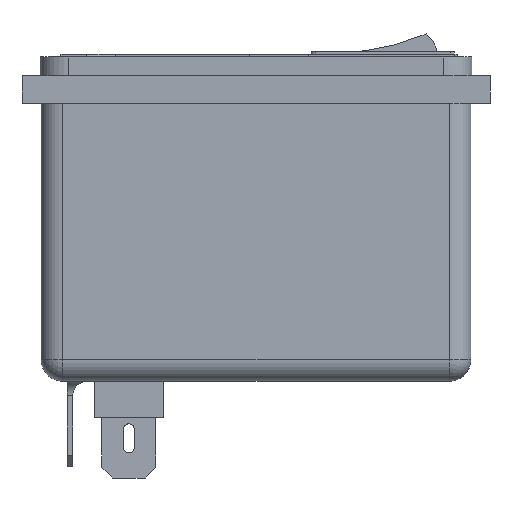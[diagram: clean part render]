
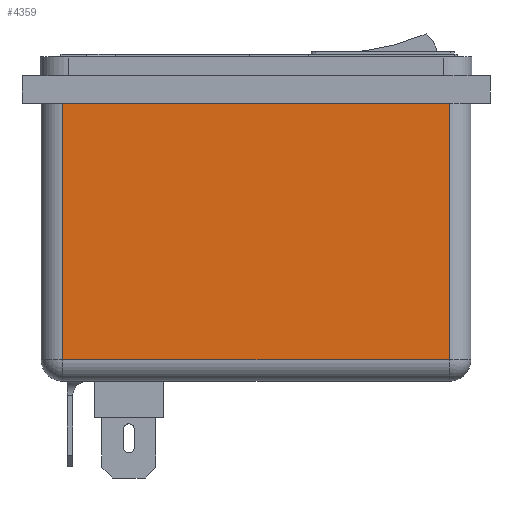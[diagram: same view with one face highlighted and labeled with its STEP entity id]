
A CAD part, left-side view. The second image highlights one B-rep face of the part: STEP entity #4359.
In plain terms, the highlighted planar face has unit normal (-1, 0, 0).
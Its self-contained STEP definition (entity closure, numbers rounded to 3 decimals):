
#169 = CARTESIAN_POINT ( 'NONE',  ( -14.25, -26.75, 38.5 ) ) ;
#402 = CARTESIAN_POINT ( 'NONE',  ( -14.25, 26.75, 0. ) ) ;
#996 = LINE ( 'NONE', #3398, #9132 ) ;
#1064 = CARTESIAN_POINT ( 'NONE',  ( -14.25, 29.75, 3. ) ) ;
#1138 = EDGE_CURVE ( 'NONE', #6813, #7574, #5493, .T. ) ;
#1318 = ORIENTED_EDGE ( 'NONE', *, *, #6097, .T. ) ;
#1740 = LINE ( 'NONE', #402, #4577 ) ;
#2068 = EDGE_CURVE ( 'NONE', #12204, #8740, #6133, .T. ) ;
#2303 = ORIENTED_EDGE ( 'NONE', *, *, #9666, .T. ) ;
#3174 = DIRECTION ( 'NONE',  ( 0., -1., 0. ) ) ;
#3398 = CARTESIAN_POINT ( 'NONE',  ( -14.25, -26.75, 0. ) ) ;
#4359 = ADVANCED_FACE ( 'NONE', ( #6403 ), #11229, .F. ) ;
#4471 = CARTESIAN_POINT ( 'NONE',  ( -14.25, 29.75, 38.5 ) ) ;
#4577 = VECTOR ( 'NONE', #11020, 1000. ) ;
#4825 = CARTESIAN_POINT ( 'NONE',  ( -14.25, -26.75, 3. ) ) ;
#4924 = CARTESIAN_POINT ( 'NONE',  ( -14.25, 29.75, 0. ) ) ;
#5493 = LINE ( 'NONE', #4471, #13523 ) ;
#5773 = CARTESIAN_POINT ( 'NONE',  ( -14.25, 26.75, 38.5 ) ) ;
#6025 = DIRECTION ( 'NONE',  ( 1., 0., 0. ) ) ;
#6097 = EDGE_CURVE ( 'NONE', #7574, #12204, #1740, .T. ) ;
#6133 = LINE ( 'NONE', #1064, #11036 ) ;
#6203 = AXIS2_PLACEMENT_3D ( 'NONE', #4924, #6025, #13339 ) ;
#6403 = FACE_OUTER_BOUND ( 'NONE', #11620, .T. ) ;
#6633 = DIRECTION ( 'NONE',  ( 0., 0., 1. ) ) ;
#6813 = VERTEX_POINT ( 'NONE', #169 ) ;
#7574 = VERTEX_POINT ( 'NONE', #5773 ) ;
#8740 = VERTEX_POINT ( 'NONE', #4825 ) ;
#9132 = VECTOR ( 'NONE', #6633, 1000. ) ;
#9666 = EDGE_CURVE ( 'NONE', #8740, #6813, #996, .T. ) ;
#10785 = DIRECTION ( 'NONE',  ( 0., 1., 0. ) ) ;
#11020 = DIRECTION ( 'NONE',  ( 0., 0., -1. ) ) ;
#11036 = VECTOR ( 'NONE', #3174, 1000. ) ;
#11079 = ORIENTED_EDGE ( 'NONE', *, *, #1138, .T. ) ;
#11229 = PLANE ( 'NONE',  #6203 ) ;
#11620 = EDGE_LOOP ( 'NONE', ( #12417, #2303, #11079, #1318 ) ) ;
#12204 = VERTEX_POINT ( 'NONE', #13020 ) ;
#12417 = ORIENTED_EDGE ( 'NONE', *, *, #2068, .T. ) ;
#13020 = CARTESIAN_POINT ( 'NONE',  ( -14.25, 26.75, 3. ) ) ;
#13339 = DIRECTION ( 'NONE',  ( 0., 0., -1. ) ) ;
#13523 = VECTOR ( 'NONE', #10785, 1000. ) ;
